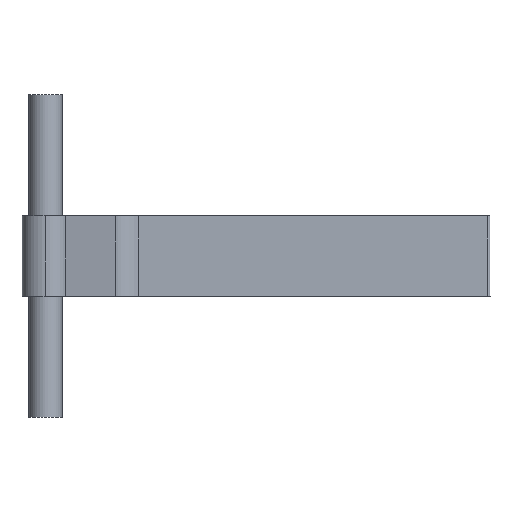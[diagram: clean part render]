
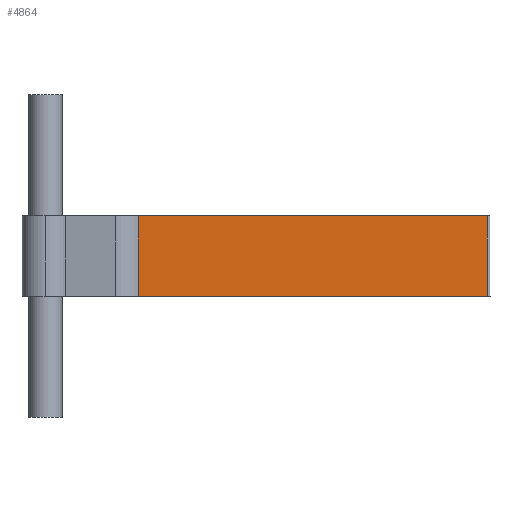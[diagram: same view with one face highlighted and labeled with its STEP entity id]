
A CAD part, top view. The second image highlights one B-rep face of the part: STEP entity #4864.
In plain terms, the highlighted planar face has unit normal (0, 0, 1).
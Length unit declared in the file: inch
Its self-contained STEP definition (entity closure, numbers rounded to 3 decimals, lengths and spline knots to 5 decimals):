
#4844=AXIS2_PLACEMENT_3D('Plane Axis2P3D',#4841,#4842,#4843) ;
#265=CARTESIAN_POINT('Vertex',(-24.79878,-13.49182,16.38378)) ;
#268=CARTESIAN_POINT('Line Origine',(-21.55002,-13.49182,16.38378)) ;
#272=CARTESIAN_POINT('Vertex',(-18.30126,-13.49182,16.38378)) ;
#4821=CARTESIAN_POINT('Line Origine',(-18.30126,-14.99182,16.38378)) ;
#4825=CARTESIAN_POINT('Vertex',(-18.30126,-14.99182,16.38378)) ;
#4841=CARTESIAN_POINT('Axis2P3D Location',(-24.79878,-14.99182,16.38378)) ;
#4846=CARTESIAN_POINT('Line Origine',(-24.79878,-14.24182,16.38378)) ;
#4850=CARTESIAN_POINT('Vertex',(-24.79878,-14.99182,16.38378)) ;
#4853=CARTESIAN_POINT('Line Origine',(-21.55002,-14.99182,16.38378)) ;
#269=DIRECTION('Vector Direction',(1.,0.,0.)) ;
#4822=DIRECTION('Vector Direction',(0.,1.,0.)) ;
#4842=DIRECTION('Axis2P3D Direction',(0.,0.,1.)) ;
#4843=DIRECTION('Axis2P3D XDirection',(1.,0.,0.)) ;
#4847=DIRECTION('Vector Direction',(0.,1.,0.)) ;
#4854=DIRECTION('Vector Direction',(1.,0.,0.)) ;
#270=VECTOR('Line Direction',#269,0.03937) ;
#4823=VECTOR('Line Direction',#4822,0.03937) ;
#4848=VECTOR('Line Direction',#4847,0.03937) ;
#4855=VECTOR('Line Direction',#4854,0.03937) ;
#4859=ORIENTED_EDGE('',*,*,#274,.F.) ;
#4860=ORIENTED_EDGE('',*,*,#4852,.F.) ;
#4861=ORIENTED_EDGE('',*,*,#4857,.T.) ;
#4862=ORIENTED_EDGE('',*,*,#4827,.T.) ;
#4864=ADVANCED_FACE('NONE',(#4863),#4845,.T.) ;
#274=EDGE_CURVE('',#266,#273,#271,.T.) ;
#4827=EDGE_CURVE('',#4826,#273,#4824,.T.) ;
#4852=EDGE_CURVE('',#4851,#266,#4849,.T.) ;
#4857=EDGE_CURVE('',#4851,#4826,#4856,.T.) ;
#4858=EDGE_LOOP('',(#4859,#4860,#4861,#4862)) ;
#4863=FACE_OUTER_BOUND('',#4858,.T.) ;
#271=LINE('Line',#268,#270) ;
#4824=LINE('Line',#4821,#4823) ;
#4849=LINE('Line',#4846,#4848) ;
#4856=LINE('Line',#4853,#4855) ;
#4845=PLANE('',#4844) ;
#266=VERTEX_POINT('',#265) ;
#273=VERTEX_POINT('',#272) ;
#4826=VERTEX_POINT('',#4825) ;
#4851=VERTEX_POINT('',#4850) ;
